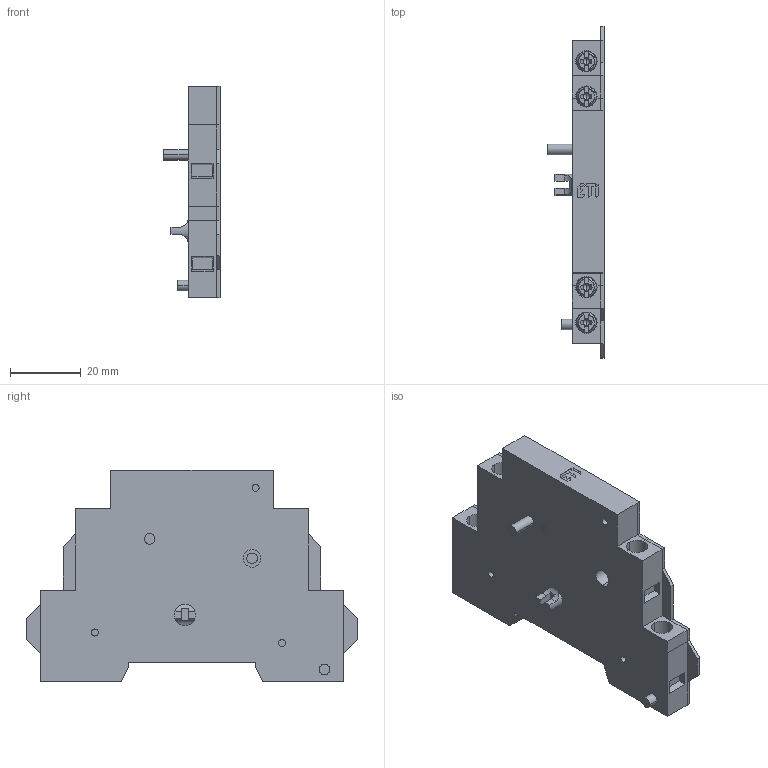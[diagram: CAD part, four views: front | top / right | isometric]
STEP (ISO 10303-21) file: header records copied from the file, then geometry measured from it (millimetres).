
FILE_DESCRIPTION((''),'2;1');
FILE_NAME('4MSP_PS11_ASM','2021-06-14T',('marketing.praksa'),('Audax d.o.o.'),'CREO PARAMETRIC BY PTC INC, 2017480','CREO PARAMETRIC BY PTC INC, 2017480','');
FILE_SCHEMA(('AUTOMOTIVE_DESIGN { 1 0 10303 214 1 1 1 1 }'));
Length unit declared in the file: millimetre
Products named in the file (4): BREP_4_1_2; PRT9540; PRT9541; 4MSP_PS11_ASM
Assembly tree (6 placements, depth 2):
  4MSP_PS11_ASM
    BREP_4_1_2
    PRT9540  x4
    PRT9541
Bounding box: 16.1 x 94 x 60 mm (x, y, z)
Volume: 35779.7 mm3; surface area: 12944.1 mm2
Topology: 8 solids, 8 shells, 441 faces, 1157 edges, 750 vertices
Faces by surface type: plane 235, cylinder 130, cone 34, torus 18, bspline 16, sphere 8
Entity records: 14110 total; most frequent: CARTESIAN_POINT 2031, DIRECTION 1553, ORIENTED_EDGE 1518, PRESENTATION_STYLE_ASSIGNMENT 1061, STYLED_ITEM 1061, CURVE_STYLE 759, EDGE_CURVE 759, AXIS2_PLACEMENT_3D 531
